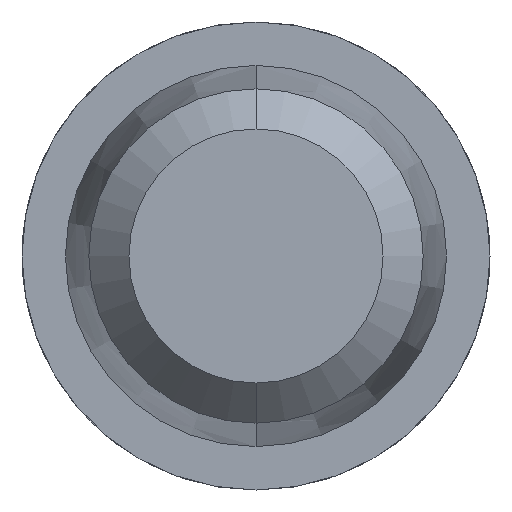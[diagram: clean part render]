
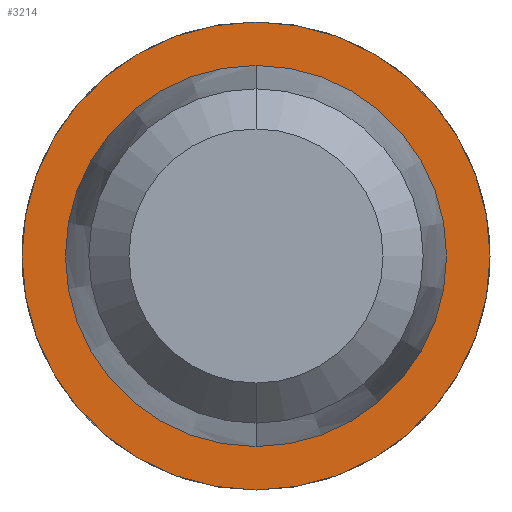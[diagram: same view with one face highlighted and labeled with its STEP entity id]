
A CAD part, front view. The second image highlights one B-rep face of the part: STEP entity #3214.
In plain terms, the highlighted planar face has unit normal (0, -1, 0).
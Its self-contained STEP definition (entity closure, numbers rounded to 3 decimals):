
#209 = DIRECTION ( 'NONE',  ( 0., 0., -1. ) ) ;
#245 = CARTESIAN_POINT ( 'NONE',  ( 0., 26., 0. ) ) ;
#357 = DIRECTION ( 'NONE',  ( 0., -1., 0. ) ) ;
#395 = CARTESIAN_POINT ( 'NONE',  ( 0., 26., 0. ) ) ;
#399 = CARTESIAN_POINT ( 'NONE',  ( 0., 26., 0.57 ) ) ;
#450 = DIRECTION ( 'NONE',  ( 0., 0., -1. ) ) ;
#499 = CARTESIAN_POINT ( 'NONE',  ( 0., 26., -0.7 ) ) ;
#510 = EDGE_LOOP ( 'NONE', ( #2014, #3802 ) ) ;
#610 = EDGE_CURVE ( 'Defeature ausgef�hrt2_13+Defeature ausgef�hrt2_14+Defeature ausgef�hrt2_14+Defeature ausgef�hrt2_14', #3548, #722, #3247, .T. ) ;
#722 = VERTEX_POINT ( 'NONE', #499 ) ;
#930 = CARTESIAN_POINT ( 'NONE',  ( 0., 26., 0.7 ) ) ;
#1015 = AXIS2_PLACEMENT_3D ( 'NONE', #395, #1069, #450 ) ;
#1069 = DIRECTION ( 'NONE',  ( 0., -1., 0. ) ) ;
#1345 = ORIENTED_EDGE ( 'NONE', *, *, #2796, .T. ) ;
#1347 = VERTEX_POINT ( 'NONE', #2931 ) ;
#1348 = CIRCLE ( 'NONE', #2644, 0.57 ) ;
#1540 = DIRECTION ( 'NONE',  ( 0., -1., 0. ) ) ;
#1547 = CIRCLE ( 'NONE', #1946, 0.57 ) ;
#1629 = DIRECTION ( 'NONE',  ( 0., 0., -1. ) ) ;
#1725 = EDGE_LOOP ( 'NONE', ( #1345, #4007 ) ) ;
#1815 = CARTESIAN_POINT ( 'NONE',  ( 0., 26., 0. ) ) ;
#1944 = PLANE ( 'NONE',  #2428 ) ;
#1946 = AXIS2_PLACEMENT_3D ( 'NONE', #3025, #2055, #3340 ) ;
#2014 = ORIENTED_EDGE ( 'NONE', *, *, #2476, .F. ) ;
#2023 = CIRCLE ( 'NONE', #1015, 0.7 ) ;
#2024 = VERTEX_POINT ( 'NONE', #399 ) ;
#2055 = DIRECTION ( 'NONE',  ( 0., -1., 0. ) ) ;
#2428 = AXIS2_PLACEMENT_3D ( 'NONE', #2602, #357, #1629 ) ;
#2451 = DIRECTION ( 'NONE',  ( 0., 0., -1. ) ) ;
#2476 = EDGE_CURVE ( 'Defeature ausgef�hrt2_12+Defeature ausgef�hrt2_13+Defeature ausgef�hrt2_13+Defeature ausgef�hrt2_13', #2024, #1347, #1547, .T. ) ;
#2602 = CARTESIAN_POINT ( 'NONE',  ( 0.57, 26., 0. ) ) ;
#2644 = AXIS2_PLACEMENT_3D ( 'NONE', #1815, #3366, #209 ) ;
#2796 = EDGE_CURVE ( 'Defeature ausgef�hrt2_13+Defeature ausgef�hrt2_14+Defeature ausgef�hrt2_14+Defeature ausgef�hrt2_14', #722, #3548, #2023, .T. ) ;
#2931 = CARTESIAN_POINT ( 'NONE',  ( 0., 26., -0.57 ) ) ;
#3025 = CARTESIAN_POINT ( 'NONE',  ( 0., 26., 0. ) ) ;
#3167 = FACE_BOUND ( 'NONE', #510, .T. ) ;
#3214 = ADVANCED_FACE ( 'Defeature ausgef�hrt2_13', ( #3309, #3167 ), #1944, .T. ) ;
#3247 = CIRCLE ( 'NONE', #3293, 0.7 ) ;
#3293 = AXIS2_PLACEMENT_3D ( 'NONE', #245, #1540, #2451 ) ;
#3309 = FACE_OUTER_BOUND ( 'NONE', #1725, .T. ) ;
#3340 = DIRECTION ( 'NONE',  ( 0., 0., -1. ) ) ;
#3360 = EDGE_CURVE ( 'Defeature ausgef�hrt2_12+Defeature ausgef�hrt2_13+Defeature ausgef�hrt2_13+Defeature ausgef�hrt2_13', #1347, #2024, #1348, .T. ) ;
#3366 = DIRECTION ( 'NONE',  ( 0., -1., 0. ) ) ;
#3548 = VERTEX_POINT ( 'NONE', #930 ) ;
#3802 = ORIENTED_EDGE ( 'NONE', *, *, #3360, .F. ) ;
#4007 = ORIENTED_EDGE ( 'NONE', *, *, #610, .T. ) ;
